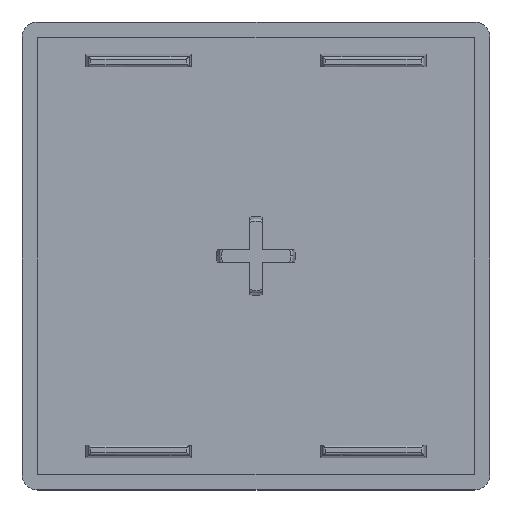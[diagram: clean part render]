
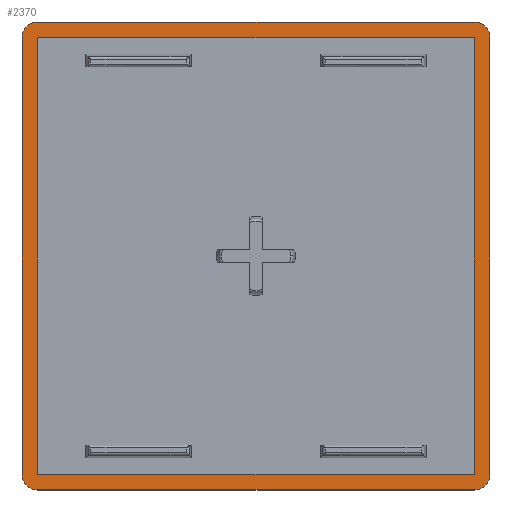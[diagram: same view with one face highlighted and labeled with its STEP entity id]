
A CAD part, top view. The second image highlights one B-rep face of the part: STEP entity #2370.
In plain terms, the highlighted planar face has unit normal (0, 0, 1).
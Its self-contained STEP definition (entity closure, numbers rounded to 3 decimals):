
#47 = DIRECTION ( 'NONE',  ( 1., 0., 0. ) ) ;
#82 = LINE ( 'NONE', #2446, #884 ) ;
#83 = CARTESIAN_POINT ( 'NONE',  ( -42., -45., 4. ) ) ;
#85 = VERTEX_POINT ( 'NONE', #83 ) ;
#86 = CARTESIAN_POINT ( 'NONE',  ( 42., -42., 4. ) ) ;
#199 = LINE ( 'NONE', #2793, #886 ) ;
#205 = VERTEX_POINT ( 'NONE', #2327 ) ;
#211 = LINE ( 'NONE', #1960, #618 ) ;
#222 = DIRECTION ( 'NONE',  ( -1., 0., 0. ) ) ;
#266 = ORIENTED_EDGE ( 'NONE', *, *, #1620, .F. ) ;
#324 = EDGE_CURVE ( 'NONE', #2730, #85, #1211, .T. ) ;
#338 = ORIENTED_EDGE ( 'NONE', *, *, #697, .T. ) ;
#353 = VERTEX_POINT ( 'NONE', #894 ) ;
#400 = CARTESIAN_POINT ( 'NONE',  ( -42., 45., 4. ) ) ;
#408 = VERTEX_POINT ( 'NONE', #545 ) ;
#411 = PLANE ( 'NONE',  #1414 ) ;
#536 = DIRECTION ( 'NONE',  ( 0., -1., 0. ) ) ;
#545 = CARTESIAN_POINT ( 'NONE',  ( -45., 42., 4. ) ) ;
#574 = AXIS2_PLACEMENT_3D ( 'NONE', #86, #817, #1053 ) ;
#576 = VECTOR ( 'NONE', #222, 1000. ) ;
#618 = VECTOR ( 'NONE', #1841, 1000. ) ;
#632 = CARTESIAN_POINT ( 'NONE',  ( -42., 42., 4. ) ) ;
#650 = LINE ( 'NONE', #2400, #576 ) ;
#661 = EDGE_LOOP ( 'NONE', ( #266, #2769, #2415, #1622 ) ) ;
#664 = CARTESIAN_POINT ( 'NONE',  ( 42., 42., 4. ) ) ;
#697 = EDGE_CURVE ( 'NONE', #777, #408, #1315, .T. ) ;
#706 = AXIS2_PLACEMENT_3D ( 'NONE', #2395, #2183, #887 ) ;
#707 = CIRCLE ( 'NONE', #1548, 3. ) ;
#777 = VERTEX_POINT ( 'NONE', #400 ) ;
#778 = ORIENTED_EDGE ( 'NONE', *, *, #1623, .T. ) ;
#780 = VERTEX_POINT ( 'NONE', #2148 ) ;
#804 = VERTEX_POINT ( 'NONE', #1233 ) ;
#817 = DIRECTION ( 'NONE',  ( 0., 0., 1. ) ) ;
#834 = ORIENTED_EDGE ( 'NONE', *, *, #2391, .T. ) ;
#884 = VECTOR ( 'NONE', #536, 1000. ) ;
#886 = VECTOR ( 'NONE', #2382, 1000. ) ;
#887 = DIRECTION ( 'NONE',  ( 1., 0., 0. ) ) ;
#894 = CARTESIAN_POINT ( 'NONE',  ( -42., 42., 4. ) ) ;
#895 = DIRECTION ( 'NONE',  ( 0., 0., 1. ) ) ;
#899 = ORIENTED_EDGE ( 'NONE', *, *, #2211, .T. ) ;
#924 = ORIENTED_EDGE ( 'NONE', *, *, #968, .T. ) ;
#937 = CARTESIAN_POINT ( 'NONE',  ( 42., 45., 4. ) ) ;
#952 = EDGE_CURVE ( 'NONE', #205, #353, #211, .T. ) ;
#968 = EDGE_CURVE ( 'NONE', #408, #2730, #82, .T. ) ;
#997 = VERTEX_POINT ( 'NONE', #937 ) ;
#1032 = ORIENTED_EDGE ( 'NONE', *, *, #2314, .T. ) ;
#1039 = CARTESIAN_POINT ( 'NONE',  ( -42., -42., 4. ) ) ;
#1053 = DIRECTION ( 'NONE',  ( 1., 0., 0. ) ) ;
#1109 = CARTESIAN_POINT ( 'NONE',  ( -45., -45., 4. ) ) ;
#1138 = VERTEX_POINT ( 'NONE', #1673 ) ;
#1194 = CARTESIAN_POINT ( 'NONE',  ( 45., 42., 4. ) ) ;
#1211 = CIRCLE ( 'NONE', #2034, 3. ) ;
#1233 = CARTESIAN_POINT ( 'NONE',  ( 45., -42., 4. ) ) ;
#1242 = LINE ( 'NONE', #2111, #2143 ) ;
#1275 = CARTESIAN_POINT ( 'NONE',  ( 42., -42., 4. ) ) ;
#1305 = DIRECTION ( 'NONE',  ( 0., 0., 1. ) ) ;
#1315 = CIRCLE ( 'NONE', #706, 3. ) ;
#1318 = LINE ( 'NONE', #632, #2215 ) ;
#1351 = DIRECTION ( 'NONE',  ( 1., 0., 0. ) ) ;
#1414 = AXIS2_PLACEMENT_3D ( 'NONE', #1109, #895, #2646 ) ;
#1430 = DIRECTION ( 'NONE',  ( 0., 1., 0. ) ) ;
#1440 = EDGE_LOOP ( 'NONE', ( #778, #834, #2243, #338, #924, #2026, #1032, #899 ) ) ;
#1521 = FACE_OUTER_BOUND ( 'NONE', #1440, .T. ) ;
#1548 = AXIS2_PLACEMENT_3D ( 'NONE', #664, #2388, #1351 ) ;
#1566 = CARTESIAN_POINT ( 'NONE',  ( -42., -42., 4. ) ) ;
#1620 = EDGE_CURVE ( 'NONE', #353, #1138, #1318, .T. ) ;
#1621 = VERTEX_POINT ( 'NONE', #1275 ) ;
#1622 = ORIENTED_EDGE ( 'NONE', *, *, #2225, .F. ) ;
#1623 = EDGE_CURVE ( 'NONE', #804, #2515, #199, .T. ) ;
#1673 = CARTESIAN_POINT ( 'NONE',  ( -42., -42., 4. ) ) ;
#1705 = LINE ( 'NONE', #1039, #1810 ) ;
#1810 = VECTOR ( 'NONE', #2341, 1000. ) ;
#1841 = DIRECTION ( 'NONE',  ( -1., 0., 0. ) ) ;
#1947 = CIRCLE ( 'NONE', #574, 3. ) ;
#1960 = CARTESIAN_POINT ( 'NONE',  ( -42., 42., 4. ) ) ;
#2026 = ORIENTED_EDGE ( 'NONE', *, *, #324, .T. ) ;
#2034 = AXIS2_PLACEMENT_3D ( 'NONE', #1566, #1305, #47 ) ;
#2111 = CARTESIAN_POINT ( 'NONE',  ( 42., 42., 4. ) ) ;
#2143 = VECTOR ( 'NONE', #1430, 1000. ) ;
#2145 = DIRECTION ( 'NONE',  ( 1., 0., 0. ) ) ;
#2148 = CARTESIAN_POINT ( 'NONE',  ( 42., -45., 4. ) ) ;
#2182 = DIRECTION ( 'NONE',  ( 0., -1., 0. ) ) ;
#2183 = DIRECTION ( 'NONE',  ( 0., 0., 1. ) ) ;
#2211 = EDGE_CURVE ( 'NONE', #780, #804, #1947, .T. ) ;
#2215 = VECTOR ( 'NONE', #2182, 1000. ) ;
#2225 = EDGE_CURVE ( 'NONE', #1138, #1621, #1705, .T. ) ;
#2243 = ORIENTED_EDGE ( 'NONE', *, *, #2462, .T. ) ;
#2314 = EDGE_CURVE ( 'NONE', #85, #780, #2545, .T. ) ;
#2327 = CARTESIAN_POINT ( 'NONE',  ( 42., 42., 4. ) ) ;
#2341 = DIRECTION ( 'NONE',  ( 1., 0., 0. ) ) ;
#2370 = ADVANCED_FACE ( 'NONE', ( #2375, #1521 ), #411, .T. ) ;
#2375 = FACE_BOUND ( 'NONE', #661, .T. ) ;
#2382 = DIRECTION ( 'NONE',  ( 0., 1., 0. ) ) ;
#2388 = DIRECTION ( 'NONE',  ( 0., 0., 1. ) ) ;
#2391 = EDGE_CURVE ( 'NONE', #2515, #997, #707, .T. ) ;
#2395 = CARTESIAN_POINT ( 'NONE',  ( -42., 42., 4. ) ) ;
#2400 = CARTESIAN_POINT ( 'NONE',  ( -45., 45., 4. ) ) ;
#2415 = ORIENTED_EDGE ( 'NONE', *, *, #2613, .F. ) ;
#2446 = CARTESIAN_POINT ( 'NONE',  ( -45., 45., 4. ) ) ;
#2462 = EDGE_CURVE ( 'NONE', #997, #777, #650, .T. ) ;
#2514 = CARTESIAN_POINT ( 'NONE',  ( -45., -42., 4. ) ) ;
#2515 = VERTEX_POINT ( 'NONE', #1194 ) ;
#2529 = CARTESIAN_POINT ( 'NONE',  ( -45., -45., 4. ) ) ;
#2545 = LINE ( 'NONE', #2529, #2635 ) ;
#2613 = EDGE_CURVE ( 'NONE', #1621, #205, #1242, .T. ) ;
#2635 = VECTOR ( 'NONE', #2145, 1000. ) ;
#2646 = DIRECTION ( 'NONE',  ( 1., 0., 0. ) ) ;
#2730 = VERTEX_POINT ( 'NONE', #2514 ) ;
#2769 = ORIENTED_EDGE ( 'NONE', *, *, #952, .F. ) ;
#2793 = CARTESIAN_POINT ( 'NONE',  ( 45., 45., 4. ) ) ;
